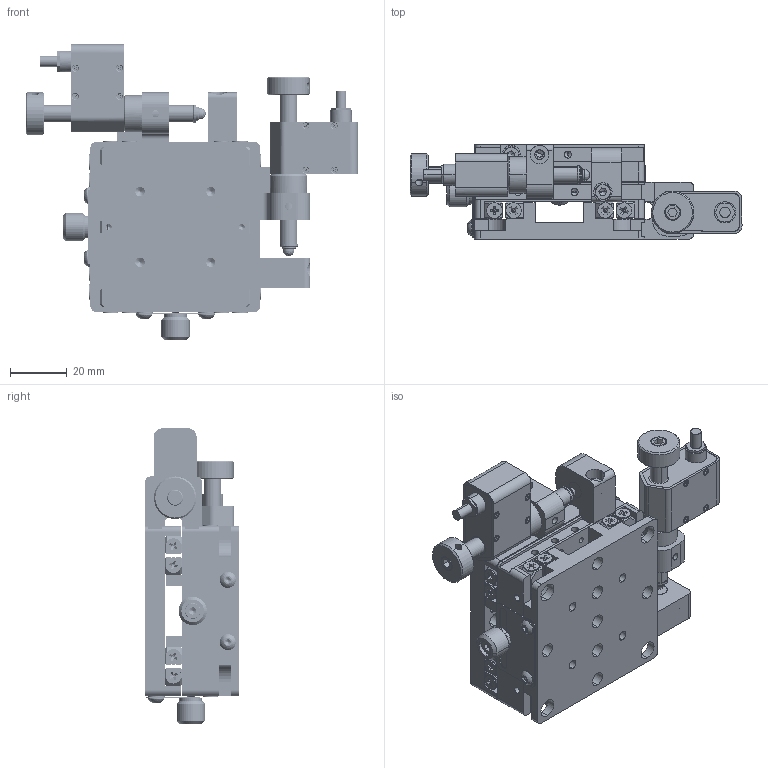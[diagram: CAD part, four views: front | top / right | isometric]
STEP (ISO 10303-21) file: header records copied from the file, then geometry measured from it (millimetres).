
FILE_DESCRIPTION (( 'STEP AP203' ), '1' );
FILE_NAME ('08PLS2-0.5M.STEP', '2025-01-10T03:40:37', ( '' ), ( '' ), 'SwSTEP 2.0', 'SolidWorks 2024', '' );
FILE_SCHEMA (( 'CONFIG_CONTROL_DESIGN' ));
Products named in the file (1): 08PLS2-0.5M
Bounding box: 117.27 x 33.3 x 104.3 mm (x, y, z)
Surface area: 80241.5 mm2 (no closed solid volume)
Topology: 0 solids, 95 shells, 3642 faces, 9269 edges, 5654 vertices
Faces by surface type: plane 1284, cone 1281, cylinder 995, torus 72, sphere 8, bspline 2
Entity records: 114539 total; most frequent: CARTESIAN_POINT 27637, DIRECTION 18566, ORIENTED_EDGE 17956, EDGE_CURVE 9047, AXIS2_PLACEMENT_3D 7369, VERTEX_POINT 5654, EDGE_LOOP 4029, VECTOR 3828
